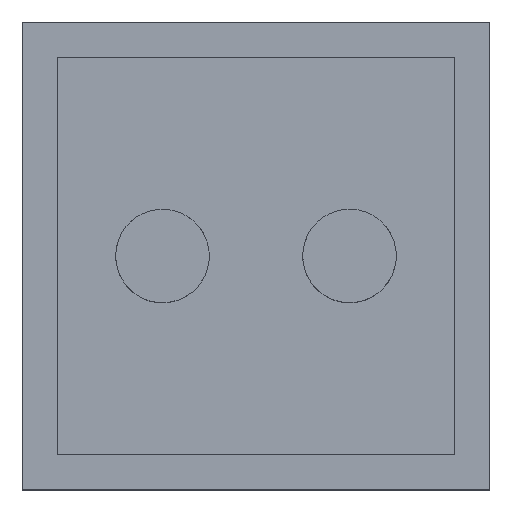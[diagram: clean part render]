
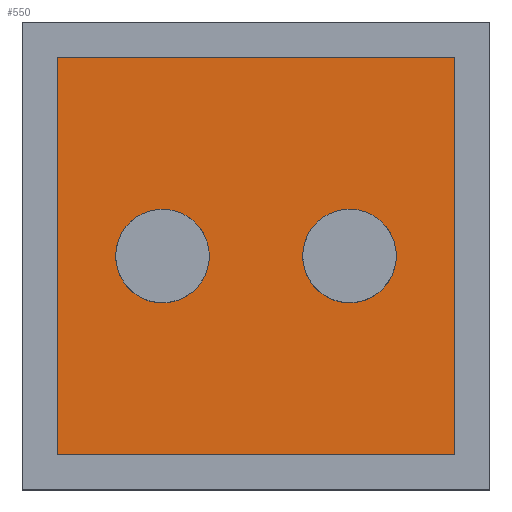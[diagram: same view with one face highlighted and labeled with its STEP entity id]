
A CAD part, top view. The second image highlights one B-rep face of the part: STEP entity #550.
In plain terms, the highlighted free-form (B-spline) face has degree [1, 1] with [2, 2] control points.
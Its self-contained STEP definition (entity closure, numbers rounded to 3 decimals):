
#172=CARTESIAN_POINT('V1',(88.9,50.8,
   12.7));
#173=VERTEX_POINT('V1',#172);
#174=CARTESIAN_POINT('E1',(88.9,50.8,
   12.7));
#175=CARTESIAN_POINT('E1',(110.897,50.8,
   12.7));
#176=CARTESIAN_POINT('E1',(99.899,69.85,
   12.7));
#177=CARTESIAN_POINT('E1',(88.9,88.9,
   12.7));
#178=CARTESIAN_POINT('E1',(77.901,69.85,
   12.7));
#179=CARTESIAN_POINT('E1',(66.903,50.8,
   12.7));
#180=CARTESIAN_POINT('E1',(88.9,50.8,
   12.7));
#188=(BOUNDED_CURVE()B_SPLINE_CURVE(2,(#174,#175,#176,#177,#178,
   #179,#180),.CIRCULAR_ARC.,.T.,.U.)B_SPLINE_CURVE_WITH_KNOTS((3,
   2,2,3),(0.0,0.333,0.667,1.0),
   .UNSPECIFIED.)CURVE()GEOMETRIC_REPRESENTATION_ITEM()
   RATIONAL_B_SPLINE_CURVE((1.0,0.5,1.0,
   0.5,1.0,0.5,1.0))REPRESENTATION_ITEM(
   'E1'));
#189=EDGE_CURVE('E1',#173,#173,#188,.T.);
#250=CARTESIAN_POINT('V20',(38.1,50.8,
   12.7));
#251=VERTEX_POINT('V20',#250);
#252=CARTESIAN_POINT('E29',(38.1,50.8,
   12.7));
#253=CARTESIAN_POINT('E29',(60.097,50.8,
   12.7));
#254=CARTESIAN_POINT('E29',(49.099,69.85,
   12.7));
#255=CARTESIAN_POINT('E29',(38.1,88.9,
   12.7));
#256=CARTESIAN_POINT('E29',(27.101,69.85,
   12.7));
#257=CARTESIAN_POINT('E29',(16.103,50.8,
   12.7));
#258=CARTESIAN_POINT('E29',(38.1,50.8,
   12.7));
#266=(BOUNDED_CURVE()B_SPLINE_CURVE(2,(#252,#253,#254,#255,#256,
   #257,#258),.CIRCULAR_ARC.,.T.,.U.)B_SPLINE_CURVE_WITH_KNOTS((3,
   2,2,3),(0.0,0.333,0.667,1.0),
   .UNSPECIFIED.)CURVE()GEOMETRIC_REPRESENTATION_ITEM()
   RATIONAL_B_SPLINE_CURVE((1.0,0.5,1.0,
   0.5,1.0,0.5,1.0))REPRESENTATION_ITEM(
   'E29'));
#267=EDGE_CURVE('E29',#251,#251,#266,.T.);
#293=CARTESIAN_POINT('V16',(9.525,9.525,
   12.7));
#294=VERTEX_POINT('V16',#293);
#300=CARTESIAN_POINT('V18',(117.475,9.525,
   12.7));
#301=VERTEX_POINT('V18',#300);
#302=CARTESIAN_POINT('E24',(117.475,9.525,
   12.7));
#303=CARTESIAN_POINT('E24',(9.525,9.525,
   12.7));
#304=QUASI_UNIFORM_CURVE('E24',1,(#302,#303),.POLYLINE_FORM.,.F.,.U.
   );
#305=EDGE_CURVE('E24',#301,#294,#304,.T.);
#327=CARTESIAN_POINT('V14',(9.525,117.475,
   12.7));
#328=VERTEX_POINT('V14',#327);
#334=CARTESIAN_POINT('E21',(9.525,9.525,
   12.7));
#335=CARTESIAN_POINT('E21',(9.525,117.475,
   12.7));
#336=QUASI_UNIFORM_CURVE('E21',1,(#334,#335),.POLYLINE_FORM.,.F.,.U.
   );
#337=EDGE_CURVE('E21',#294,#328,#336,.T.);
#355=CARTESIAN_POINT('V13',(117.475,117.475,
   12.7));
#356=VERTEX_POINT('V13',#355);
#362=CARTESIAN_POINT('E18',(9.525,117.475,
   12.7));
#363=CARTESIAN_POINT('E18',(117.475,117.475,
   12.7));
#364=QUASI_UNIFORM_CURVE('E18',1,(#362,#363),.POLYLINE_FORM.,.F.,.U.
   );
#365=EDGE_CURVE('E18',#328,#356,#364,.T.);
#524=CARTESIAN_POINT('E27',(117.475,9.525,
   12.7));
#525=CARTESIAN_POINT('E27',(117.475,117.475,
   12.7));
#526=QUASI_UNIFORM_CURVE('E27',1,(#524,#525),.POLYLINE_FORM.,.F.,.U.
   );
#527=EDGE_CURVE('E27',#301,#356,#526,.T.);
#533=CARTESIAN_POINT('F15',(6.826,6.826,
   12.7));
#534=CARTESIAN_POINT('F15',(6.826,120.174,
   12.7));
#535=CARTESIAN_POINT('F15',(120.174,6.826,
   12.7));
#536=CARTESIAN_POINT('F15',(120.174,120.174,
   12.7));
#537=QUASI_UNIFORM_SURFACE('F15',1,1,((#533,#535),(#534,#536)),
   .PLANE_SURF.,.F.,.F.,.U.);
#538=ORIENTED_EDGE('E27',*,*,#527,.F.);
#539=ORIENTED_EDGE('E24',*,*,#305,.T.);
#540=ORIENTED_EDGE('E21',*,*,#337,.T.);
#541=ORIENTED_EDGE('E18',*,*,#365,.T.);
#542=EDGE_LOOP('F15',(#538,#539,#540,#541));
#543=FACE_OUTER_BOUND('F15',#542,.F.);
#544=ORIENTED_EDGE('E29',*,*,#267,.T.);
#545=EDGE_LOOP('F15',(#544));
#546=FACE_BOUND('F15',#545,.F.);
#547=ORIENTED_EDGE('E1',*,*,#189,.T.);
#548=EDGE_LOOP('F15',(#547));
#549=FACE_BOUND('F15',#548,.F.);
#550=ADVANCED_FACE('F15',(#543,#546,#549),#537,.F.);
